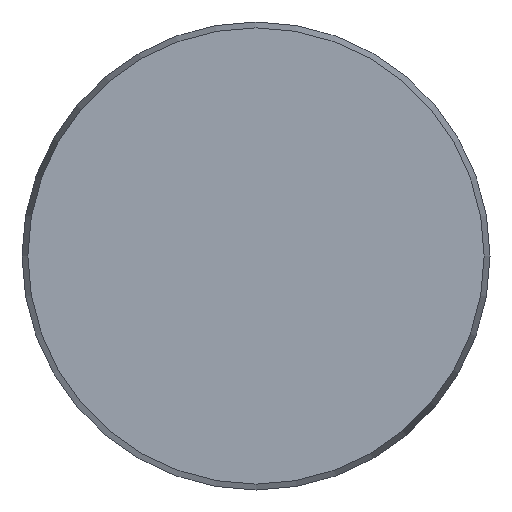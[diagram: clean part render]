
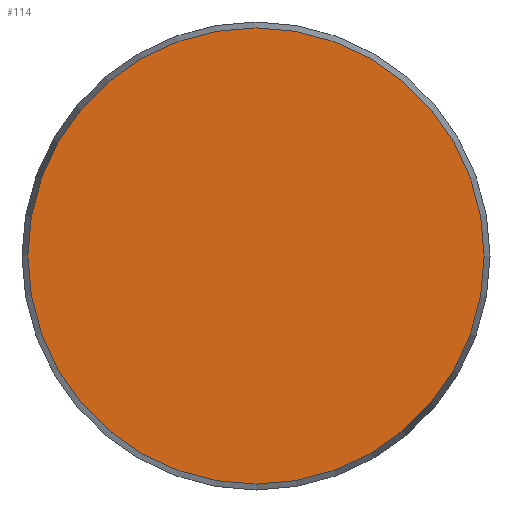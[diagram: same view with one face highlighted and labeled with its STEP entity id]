
A CAD part, front view. The second image highlights one B-rep face of the part: STEP entity #114.
In plain terms, the highlighted planar face has unit normal (0, -1, 0).
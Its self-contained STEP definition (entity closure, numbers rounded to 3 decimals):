
#114 = ADVANCED_FACE( '', ( #248 ), #249, .F. );
#248 = FACE_OUTER_BOUND( '', #435, .T. );
#249 = PLANE( '', #436 );
#435 = EDGE_LOOP( '', ( #715 ) );
#436 = AXIS2_PLACEMENT_3D( '', #716, #717, #718 );
#715 = ORIENTED_EDGE( '', *, *, #889, .T. );
#716 = CARTESIAN_POINT( '', ( 58.5, 0., 0. ) );
#717 = DIRECTION( '', ( 0., 1., 0. ) );
#718 = DIRECTION( '', ( 0., 0., 1. ) );
#889 = EDGE_CURVE( '', #1025, #1025, #1026, .T. );
#1025 = VERTEX_POINT( '', #1240 );
#1026 = CIRCLE( '', #1241, 58.5 );
#1240 = CARTESIAN_POINT( '', ( 0., 0., -58.5 ) );
#1241 = AXIS2_PLACEMENT_3D( '', #1580, #1581, #1582 );
#1580 = CARTESIAN_POINT( '', ( 0., 0., 0. ) );
#1581 = DIRECTION( '', ( 0., -1., 0. ) );
#1582 = DIRECTION( '', ( 0., 0., -1. ) );
